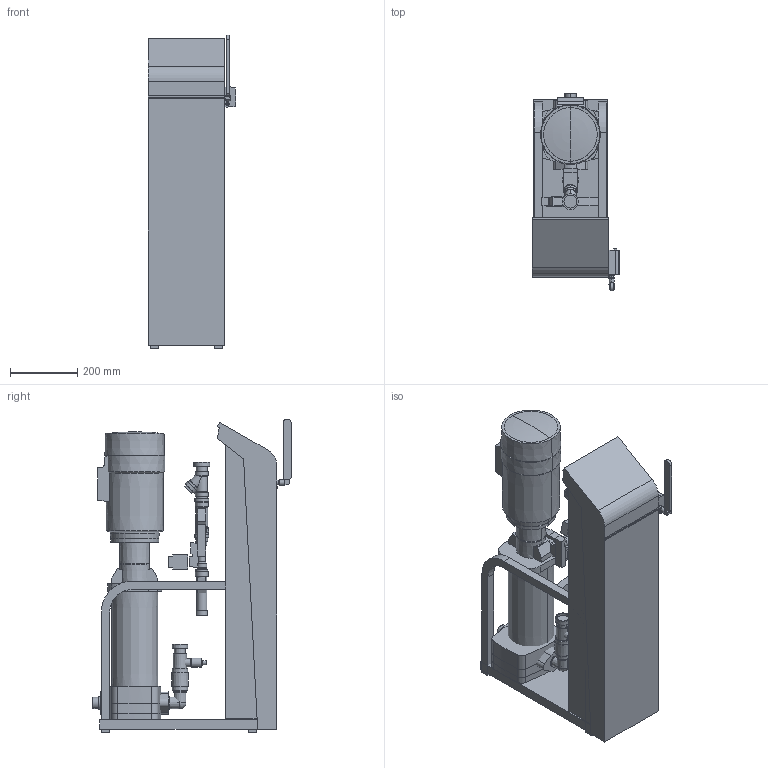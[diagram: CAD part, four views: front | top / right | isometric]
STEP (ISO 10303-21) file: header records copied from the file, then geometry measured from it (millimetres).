
FILE_DESCRIPTION (( 'STEP AP214' ), '1' );
FILE_NAME ('Sinum_M80.STEP', '2024-04-08T13:16:33', ( '' ), ( '' ), 'SwSTEP 2.0', 'SolidWorks 2021', '' );
FILE_SCHEMA (( 'AUTOMOTIVE_DESIGN' ));
Length unit declared in the file: millimetre
Products named in the file (3): Sinum_M80; Sinum_M80.dwg; 17947_flmat_mp_g4_remote_m80.dwg
Assembly tree (2 placements, depth 3):
  Sinum_M80
    Sinum_M80.dwg
      17947_flmat_mp_g4_remote_m80.dwg
Bounding box: 260.11 x 591.67 x 935.41 mm (x, y, z)
Surface area: 2482148.6 mm2 (no closed solid volume)
Topology: 0 solids, 16 shells, 550 faces, 1300 edges, 809 vertices
Faces by surface type: plane 254, cone 150, cylinder 139, sphere 4, torus 2, bspline 1
Entity records: 15920 total; most frequent: CARTESIAN_POINT 2894, DIRECTION 2794, ORIENTED_EDGE 2576, EDGE_CURVE 1289, AXIS2_PLACEMENT_3D 994, VERTEX_POINT 807, VECTOR 806, LINE 806
